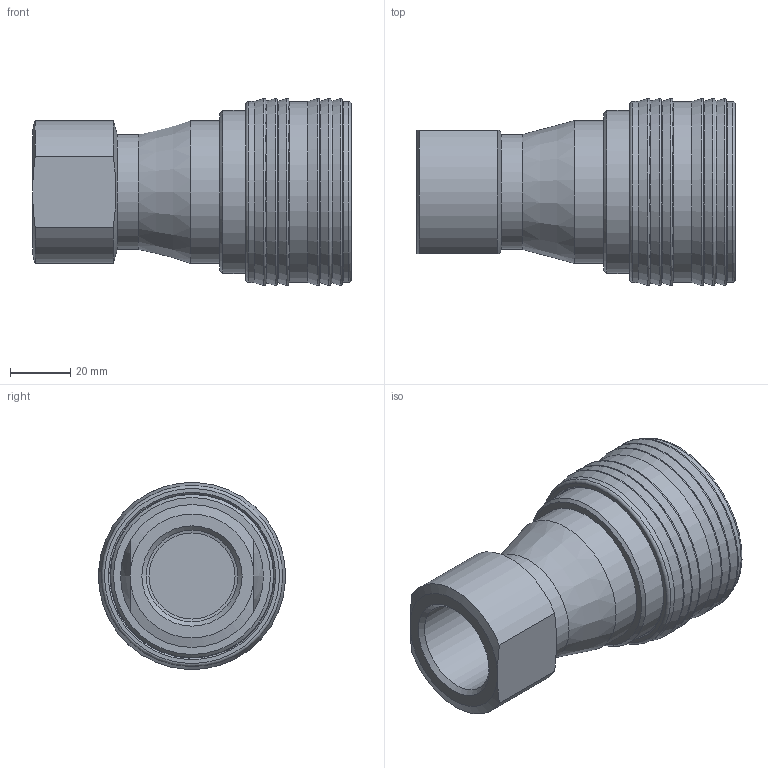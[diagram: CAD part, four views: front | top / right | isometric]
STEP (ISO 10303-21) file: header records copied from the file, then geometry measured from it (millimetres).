
FILE_DESCRIPTION((''),'2;1');
FILE_NAME('76kbiw33dpx.stp','2015-03-17T09:42:28',('IA176480'),(''),'Autodesk Inventor 2013','Autodesk Inventor 2013','');
FILE_SCHEMA(('AUTOMOTIVE_DESIGN { 1 0 10303 214 1 1 1 1 }'));
Length unit declared in the file: millimetre
Products named in the file (1): D113671
Bounding box: 105.6 x 61.95 x 61.95 mm (x, y, z)
Volume: 186971.1 mm3; surface area: 39267 mm2
Topology: 2 solids, 3 shells, 93 faces, 177 edges, 112 vertices
Faces by surface type: cone 43, plane 20, cylinder 15, torus 15
Full cylindrical faces by diameter (mm): 30.291 x1, 38 x1, 46.3 x1, 47.3 x1, 49 x2, 49.5 x1, 54 x2, 54.4 x1, 60 x3
Entity records: 2829 total; most frequent: CARTESIAN_POINT 1166, DIRECTION 324, ORIENTED_EDGE 208, EDGE_LOOP 176, AXIS2_PLACEMENT_3D 160, EDGE_CURVE 104, VERTEX_POINT 96, FACE_OUTER_BOUND 93
